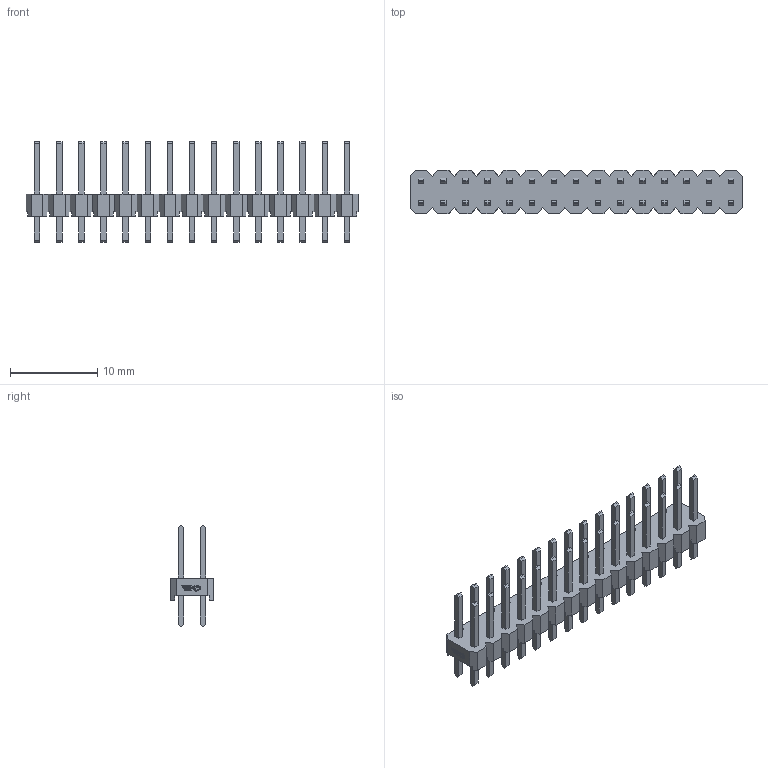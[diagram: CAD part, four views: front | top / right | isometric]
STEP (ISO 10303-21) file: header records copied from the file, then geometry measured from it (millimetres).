
FILE_DESCRIPTION(/* description */ ('Designed by EasyEDA Pro'),/* implementation_level */ '2;1');
FILE_NAME(/* name */ 'PZ_2.54_2X15P_LH.step',/* time_stamp */ '2025-03-27T14:01:45+08:00',/* author */ (''),/* organization */ (''),/* preprocessor_version */ 'ST-DEVELOPER v20.1',/* originating_system */ 'Autodesk Translation Framework v14.4.0.0',/* authorisation */ '');
FILE_SCHEMA (('AUTOMOTIVE_DESIGN { 1 0 10303 214 3 1 1 }'));
Length unit declared in the file: millimetre
Products named in the file (3): pFwZ-PCBModel; pFwZ-Board; pFwZ-H1-HDR-TH_30P-P2.54-V-M-R2-C15-S2.54-BL
Assembly tree (2 placements, depth 2):
  pFwZ-PCBModel
    pFwZ-Board
    pFwZ-H1-HDR-TH_30P-P2.54-V-M-R2-C15-S2.54-BL
Bounding box: 38.11 x 5 x 11.54 mm (x, y, z)
Volume: 490.5 mm3; surface area: 1350.4 mm2
Topology: 1 solids, 1 shells, 858 faces, 2310 edges, 1540 vertices
Faces by surface type: plane 744, bspline 114
Entity records: 28331 total; most frequent: CARTESIAN_POINT 6805, ORIENTED_EDGE 4620, DIRECTION 3752, EDGE_CURVE 2310, LINE 2082, VECTOR 2082, VERTEX_POINT 1540, EDGE_LOOP 944
